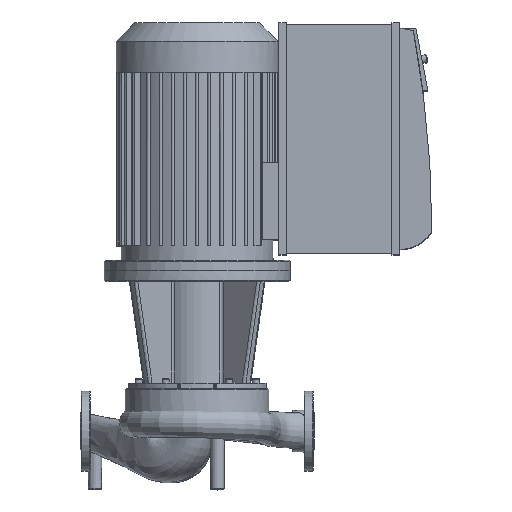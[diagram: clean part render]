
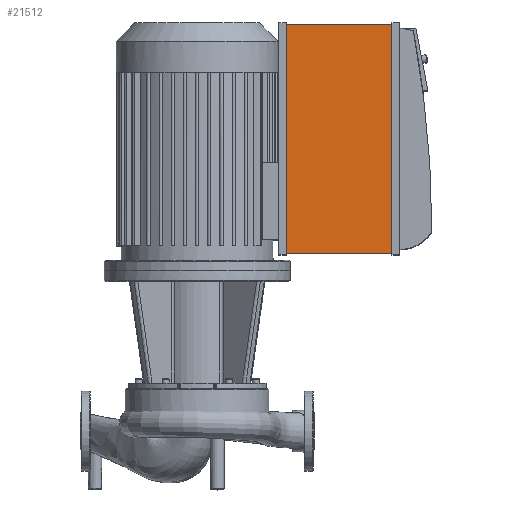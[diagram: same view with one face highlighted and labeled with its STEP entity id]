
A CAD part, top view. The second image highlights one B-rep face of the part: STEP entity #21512.
In plain terms, the highlighted planar face has unit normal (0, 0, 1).
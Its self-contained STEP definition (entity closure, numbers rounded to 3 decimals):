
#2105=FACE_OUTER_BOUND($,#3577,.T.);
#3577=EDGE_LOOP($,(#19308,#19309,#19310,#19311));
#5439=LINE($,#55998,#7309);
#5441=LINE($,#56002,#7311);
#5442=LINE($,#56004,#7312);
#5443=LINE($,#56005,#7313);
#7309=VECTOR($,#29722,198.);
#7311=VECTOR($,#29726,430.);
#7312=VECTOR($,#29727,198.);
#7313=VECTOR($,#29728,430.);
#10257=VERTEX_POINT($,#55995);
#10258=VERTEX_POINT($,#55997);
#10259=VERTEX_POINT($,#56001);
#10260=VERTEX_POINT($,#56003);
#13281=EDGE_CURVE($,#10257,#10258,#5439,.T.);
#13283=EDGE_CURVE($,#10257,#10259,#5441,.T.);
#13284=EDGE_CURVE($,#10260,#10259,#5442,.T.);
#13285=EDGE_CURVE($,#10260,#10258,#5443,.T.);
#19308=ORIENTED_EDGE($,*,*,#13281,.F.);
#19309=ORIENTED_EDGE($,*,*,#13283,.T.);
#19310=ORIENTED_EDGE($,*,*,#13284,.F.);
#19311=ORIENTED_EDGE($,*,*,#13285,.T.);
#20252=PLANE($,#23665);
#21512=ADVANCED_FACE($,(#2105),#20252,.T.);
#23665=AXIS2_PLACEMENT_3D($,#56000,#29724,#29725);
#29722=DIRECTION($,(-1.,0.,0.));
#29724=DIRECTION('center_axis',(0.,0.,1.));
#29725=DIRECTION('ref_axis',(1.,0.,0.));
#29726=DIRECTION($,(0.,1.,0.));
#29727=DIRECTION($,(1.,0.,0.));
#29728=DIRECTION($,(0.,-1.,0.));
#55995=CARTESIAN_POINT('',(586.,334.,357.));
#55997=CARTESIAN_POINT('',(388.,334.,357.));
#55998=CARTESIAN_POINT($,(536.5,334.,357.));
#56000=CARTESIAN_POINT('Origin',(487.,549.,357.));
#56001=CARTESIAN_POINT('',(586.,764.,357.));
#56002=CARTESIAN_POINT($,(586.,334.,357.));
#56003=CARTESIAN_POINT('',(388.,764.,357.));
#56004=CARTESIAN_POINT($,(437.5,764.,357.));
#56005=CARTESIAN_POINT($,(388.,764.,357.));
